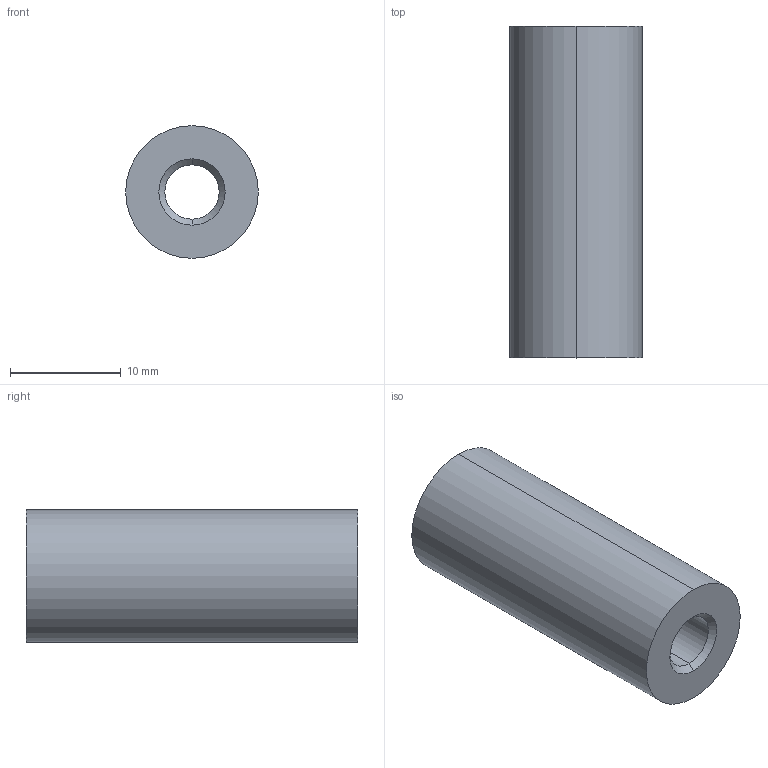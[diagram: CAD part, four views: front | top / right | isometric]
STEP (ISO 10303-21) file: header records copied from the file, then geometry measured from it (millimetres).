
FILE_DESCRIPTION (( 'STEP AP214' ), '1' );
FILE_NAME ('1.35.606300.STEP', '2024-10-11T20:12:40', ( '' ), ( '' ), 'SwSTEP 2.0', 'SolidWorks 2024', '' );
FILE_SCHEMA (( 'AUTOMOTIVE_DESIGN' ));
Length unit declared in the file: millimetre
Products named in the file (1): 1.35.606300
Bounding box: 12 x 30 x 12 mm (x, y, z)
Volume: 2820.8 mm3; surface area: 1778.1 mm2
Topology: 1 solids, 1 shells, 8 faces, 16 edges, 10 vertices
Faces by surface type: cylinder 4, cone 2, plane 2
Entity records: 241 total; most frequent: DIRECTION 44, CARTESIAN_POINT 35, ORIENTED_EDGE 32, AXIS2_PLACEMENT_3D 19, EDGE_CURVE 16, VERTEX_POINT 10, CIRCLE 10, EDGE_LOOP 10
